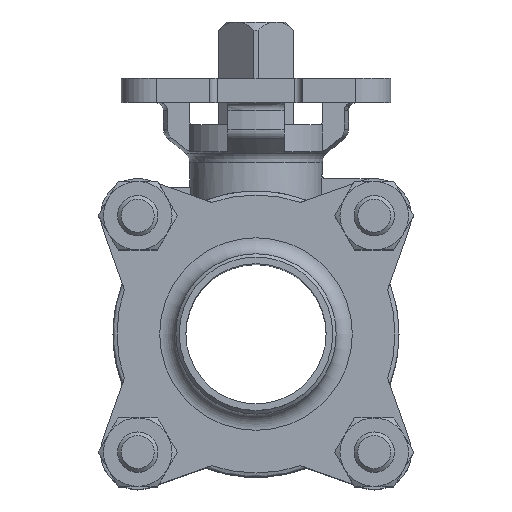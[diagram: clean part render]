
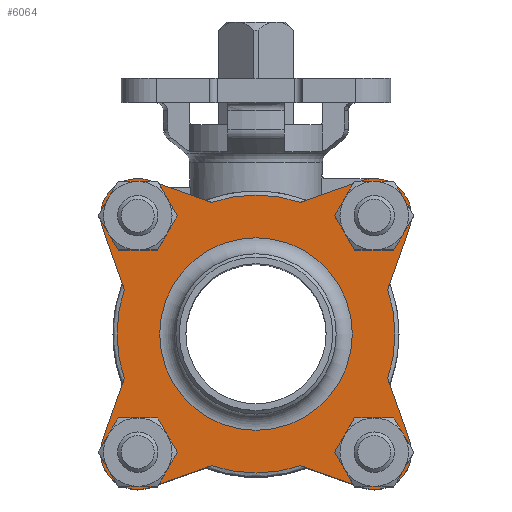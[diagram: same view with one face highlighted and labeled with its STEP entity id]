
A CAD part, top view. The second image highlights one B-rep face of the part: STEP entity #6064.
In plain terms, the highlighted planar face has unit normal (0, 0, 1).
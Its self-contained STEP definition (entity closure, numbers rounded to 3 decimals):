
#193=LINE('',#10415,#471);
#194=LINE('',#10419,#472);
#195=LINE('',#10420,#473);
#196=LINE('',#10424,#474);
#197=LINE('',#10425,#475);
#198=LINE('',#10429,#476);
#199=LINE('',#10430,#477);
#200=LINE('',#10434,#478);
#471=VECTOR('',#7838,1000.);
#472=VECTOR('',#7841,1000.);
#473=VECTOR('',#7842,1000.);
#474=VECTOR('',#7845,1000.);
#475=VECTOR('',#7846,1000.);
#476=VECTOR('',#7849,1000.);
#477=VECTOR('',#7850,1000.);
#478=VECTOR('',#7853,1000.);
#637=PLANE('',#6660);
#924=CIRCLE('',#6481,34.5);
#927=CIRCLE('',#6485,34.5);
#929=CIRCLE('',#6488,34.5);
#1043=CIRCLE('',#6661,8.);
#1044=CIRCLE('',#6662,8.);
#1045=CIRCLE('',#6663,8.);
#1046=CIRCLE('',#6664,8.);
#1047=CIRCLE('',#6665,34.5);
#1048=CIRCLE('',#6666,9.25);
#1049=CIRCLE('',#6667,9.25);
#1050=CIRCLE('',#6668,9.25);
#1051=CIRCLE('',#6669,9.25);
#1052=CIRCLE('',#6670,23.9);
#1773=ORIENTED_EDGE('',*,*,#3507,.F.);
#1774=ORIENTED_EDGE('',*,*,#3508,.F.);
#1775=ORIENTED_EDGE('',*,*,#3509,.F.);
#1776=ORIENTED_EDGE('',*,*,#3510,.F.);
#1777=ORIENTED_EDGE('',*,*,#3511,.F.);
#1778=ORIENTED_EDGE('',*,*,#3512,.T.);
#1779=ORIENTED_EDGE('',*,*,#3513,.T.);
#1780=ORIENTED_EDGE('',*,*,#3514,.T.);
#1781=ORIENTED_EDGE('',*,*,#3199,.F.);
#1782=ORIENTED_EDGE('',*,*,#3515,.T.);
#1783=ORIENTED_EDGE('',*,*,#3516,.T.);
#1784=ORIENTED_EDGE('',*,*,#3517,.T.);
#1785=ORIENTED_EDGE('',*,*,#3205,.F.);
#1786=ORIENTED_EDGE('',*,*,#3518,.T.);
#1787=ORIENTED_EDGE('',*,*,#3519,.T.);
#1788=ORIENTED_EDGE('',*,*,#3520,.T.);
#1789=ORIENTED_EDGE('',*,*,#3209,.F.);
#1790=ORIENTED_EDGE('',*,*,#3521,.T.);
#1791=ORIENTED_EDGE('',*,*,#3522,.T.);
#1792=ORIENTED_EDGE('',*,*,#3523,.T.);
#1793=ORIENTED_EDGE('',*,*,#3524,.T.);
#3199=EDGE_CURVE('',#4066,#4068,#924,.T.);
#3205=EDGE_CURVE('',#4073,#4071,#927,.T.);
#3209=EDGE_CURVE('',#4077,#4075,#929,.T.);
#3507=EDGE_CURVE('',#4304,#4304,#1043,.T.);
#3508=EDGE_CURVE('',#4305,#4305,#1044,.T.);
#3509=EDGE_CURVE('',#4306,#4306,#1045,.T.);
#3510=EDGE_CURVE('',#4307,#4307,#1046,.T.);
#3511=EDGE_CURVE('',#4308,#4309,#1047,.T.);
#3512=EDGE_CURVE('',#4308,#4310,#193,.T.);
#3513=EDGE_CURVE('',#4310,#4311,#1048,.T.);
#3514=EDGE_CURVE('',#4311,#4068,#194,.T.);
#3515=EDGE_CURVE('',#4066,#4312,#195,.T.);
#3516=EDGE_CURVE('',#4312,#4313,#1049,.T.);
#3517=EDGE_CURVE('',#4313,#4071,#196,.T.);
#3518=EDGE_CURVE('',#4073,#4314,#197,.T.);
#3519=EDGE_CURVE('',#4314,#4315,#1050,.T.);
#3520=EDGE_CURVE('',#4315,#4075,#198,.T.);
#3521=EDGE_CURVE('',#4077,#4316,#199,.T.);
#3522=EDGE_CURVE('',#4316,#4317,#1051,.T.);
#3523=EDGE_CURVE('',#4317,#4309,#200,.T.);
#3524=EDGE_CURVE('',#4318,#4318,#1052,.T.);
#4066=VERTEX_POINT('',#9530);
#4068=VERTEX_POINT('',#9533);
#4071=VERTEX_POINT('',#9550);
#4073=VERTEX_POINT('',#9559);
#4075=VERTEX_POINT('',#9569);
#4077=VERTEX_POINT('',#9578);
#4304=VERTEX_POINT('',#10405);
#4305=VERTEX_POINT('',#10407);
#4306=VERTEX_POINT('',#10409);
#4307=VERTEX_POINT('',#10411);
#4308=VERTEX_POINT('',#10413);
#4309=VERTEX_POINT('',#10414);
#4310=VERTEX_POINT('',#10416);
#4311=VERTEX_POINT('',#10418);
#4312=VERTEX_POINT('',#10421);
#4313=VERTEX_POINT('',#10423);
#4314=VERTEX_POINT('',#10426);
#4315=VERTEX_POINT('',#10428);
#4316=VERTEX_POINT('',#10431);
#4317=VERTEX_POINT('',#10433);
#4318=VERTEX_POINT('',#10436);
#4962=EDGE_LOOP('',(#1773));
#4963=EDGE_LOOP('',(#1774));
#4964=EDGE_LOOP('',(#1775));
#4965=EDGE_LOOP('',(#1776));
#4966=EDGE_LOOP('',(#1777,#1778,#1779,#1780,#1781,#1782,#1783,#1784,#1785,
#1786,#1787,#1788,#1789,#1790,#1791,#1792));
#4967=EDGE_LOOP('',(#1793));
#5467=FACE_BOUND('',#4962,.T.);
#5468=FACE_BOUND('',#4963,.T.);
#5469=FACE_BOUND('',#4964,.T.);
#5470=FACE_BOUND('',#4965,.T.);
#5471=FACE_BOUND('',#4966,.T.);
#5472=FACE_BOUND('',#4967,.T.);
#6064=ADVANCED_FACE('',(#5467,#5468,#5469,#5470,#5471,#5472),#637,.F.);
#6481=AXIS2_PLACEMENT_3D('',#9532,#7360,#7361);
#6485=AXIS2_PLACEMENT_3D('',#9560,#7368,#7369);
#6488=AXIS2_PLACEMENT_3D('',#9579,#7374,#7375);
#6660=AXIS2_PLACEMENT_3D('',#10403,#7826,#7827);
#6661=AXIS2_PLACEMENT_3D('',#10404,#7828,#7829);
#6662=AXIS2_PLACEMENT_3D('',#10406,#7830,#7831);
#6663=AXIS2_PLACEMENT_3D('',#10408,#7832,#7833);
#6664=AXIS2_PLACEMENT_3D('',#10410,#7834,#7835);
#6665=AXIS2_PLACEMENT_3D('',#10412,#7836,#7837);
#6666=AXIS2_PLACEMENT_3D('',#10417,#7839,#7840);
#6667=AXIS2_PLACEMENT_3D('',#10422,#7843,#7844);
#6668=AXIS2_PLACEMENT_3D('',#10427,#7847,#7848);
#6669=AXIS2_PLACEMENT_3D('',#10432,#7851,#7852);
#6670=AXIS2_PLACEMENT_3D('',#10435,#7854,#7855);
#7360=DIRECTION('',(0.,0.,-1.));
#7361=DIRECTION('',(-1.,0.,0.));
#7368=DIRECTION('',(0.,0.,-1.));
#7369=DIRECTION('',(-1.,0.,0.));
#7374=DIRECTION('',(0.,0.,-1.));
#7375=DIRECTION('',(-1.,0.,0.));
#7826=DIRECTION('',(0.,0.,-1.));
#7827=DIRECTION('',(-1.,0.,0.));
#7828=DIRECTION('',(0.,0.,1.));
#7829=DIRECTION('',(1.,0.,0.));
#7830=DIRECTION('',(0.,0.,1.));
#7831=DIRECTION('',(1.,0.,0.));
#7832=DIRECTION('',(0.,0.,1.));
#7833=DIRECTION('',(1.,0.,0.));
#7834=DIRECTION('',(0.,0.,1.));
#7835=DIRECTION('',(1.,0.,0.));
#7836=DIRECTION('',(0.,0.,-1.));
#7837=DIRECTION('',(-1.,0.,0.));
#7838=DIRECTION('',(-0.943,0.334,0.));
#7839=DIRECTION('',(0.,0.,1.));
#7840=DIRECTION('',(1.,0.,0.));
#7841=DIRECTION('',(0.334,-0.943,0.));
#7842=DIRECTION('',(-0.334,-0.943,0.));
#7843=DIRECTION('',(0.,0.,1.));
#7844=DIRECTION('',(1.,0.,0.));
#7845=DIRECTION('',(0.943,0.334,0.));
#7846=DIRECTION('',(0.943,-0.334,0.));
#7847=DIRECTION('',(0.,0.,1.));
#7848=DIRECTION('',(1.,0.,0.));
#7849=DIRECTION('',(-0.334,0.943,0.));
#7850=DIRECTION('',(0.334,0.943,0.));
#7851=DIRECTION('',(0.,0.,1.));
#7852=DIRECTION('',(1.,0.,0.));
#7853=DIRECTION('',(-0.943,-0.334,0.));
#7854=DIRECTION('',(0.,0.,-1.));
#7855=DIRECTION('',(-1.,0.,0.));
#9530=CARTESIAN_POINT('',(-32.681,-11.055,35.5));
#9532=CARTESIAN_POINT('',(0.,0.,35.5));
#9533=CARTESIAN_POINT('',(-32.681,11.055,35.5));
#9550=CARTESIAN_POINT('',(-11.055,-32.681,35.5));
#9559=CARTESIAN_POINT('',(11.055,-32.681,35.5));
#9560=CARTESIAN_POINT('',(0.,0.,35.5));
#9569=CARTESIAN_POINT('',(32.681,-11.055,35.5));
#9578=CARTESIAN_POINT('',(32.681,11.055,35.5));
#9579=CARTESIAN_POINT('',(0.,0.,35.5));
#10403=CARTESIAN_POINT('',(0.,0.,35.5));
#10404=CARTESIAN_POINT('',(29.345,-29.345,35.5));
#10405=CARTESIAN_POINT('',(37.345,-29.345,35.5));
#10406=CARTESIAN_POINT('',(-29.345,-29.345,35.5));
#10407=CARTESIAN_POINT('',(-21.345,-29.345,35.5));
#10408=CARTESIAN_POINT('',(-29.345,29.345,35.5));
#10409=CARTESIAN_POINT('',(-21.345,29.345,35.5));
#10410=CARTESIAN_POINT('',(29.345,29.345,35.5));
#10411=CARTESIAN_POINT('',(37.345,29.345,35.5));
#10412=CARTESIAN_POINT('',(0.,0.,35.5));
#10413=CARTESIAN_POINT('',(-11.055,32.681,35.5));
#10414=CARTESIAN_POINT('',(11.055,32.681,35.5));
#10415=CARTESIAN_POINT('',(0.,28.766,35.5));
#10416=CARTESIAN_POINT('',(-26.257,38.064,35.5));
#10417=CARTESIAN_POINT('',(-29.345,29.345,35.5));
#10418=CARTESIAN_POINT('',(-38.064,26.257,35.5));
#10419=CARTESIAN_POINT('',(-38.064,26.257,35.5));
#10420=CARTESIAN_POINT('',(-28.766,0.,35.5));
#10421=CARTESIAN_POINT('',(-38.064,-26.257,35.5));
#10422=CARTESIAN_POINT('',(-29.345,-29.345,35.5));
#10423=CARTESIAN_POINT('',(-26.257,-38.064,35.5));
#10424=CARTESIAN_POINT('',(-26.257,-38.064,35.5));
#10425=CARTESIAN_POINT('',(0.,-28.766,35.5));
#10426=CARTESIAN_POINT('',(26.257,-38.064,35.5));
#10427=CARTESIAN_POINT('',(29.345,-29.345,35.5));
#10428=CARTESIAN_POINT('',(38.064,-26.257,35.5));
#10429=CARTESIAN_POINT('',(38.064,-26.257,35.5));
#10430=CARTESIAN_POINT('',(28.766,0.,35.5));
#10431=CARTESIAN_POINT('',(38.064,26.257,35.5));
#10432=CARTESIAN_POINT('',(29.345,29.345,35.5));
#10433=CARTESIAN_POINT('',(26.257,38.064,35.5));
#10434=CARTESIAN_POINT('',(26.257,38.064,35.5));
#10435=CARTESIAN_POINT('',(0.,0.,35.5));
#10436=CARTESIAN_POINT('',(-23.9,0.,35.5));
